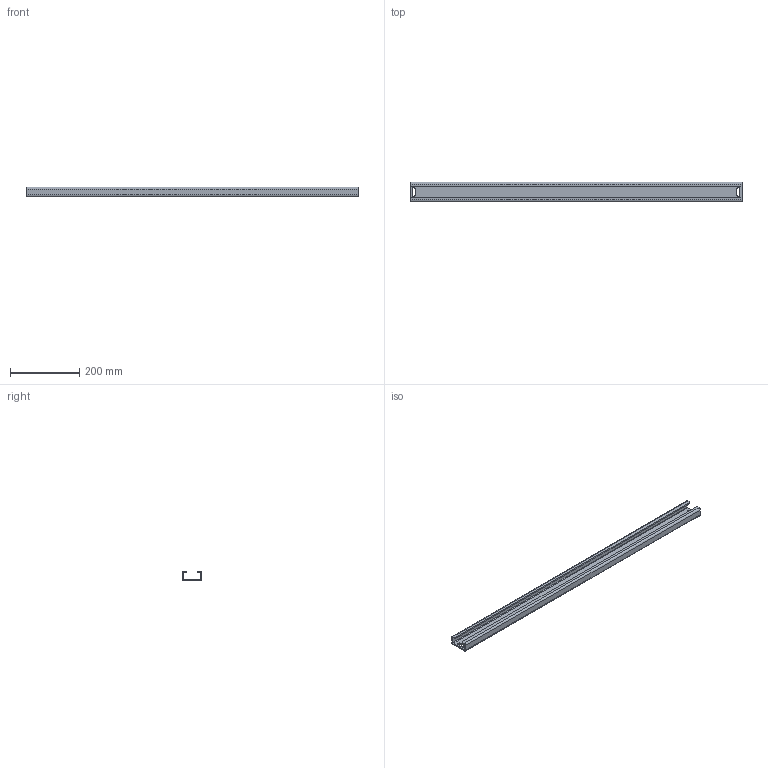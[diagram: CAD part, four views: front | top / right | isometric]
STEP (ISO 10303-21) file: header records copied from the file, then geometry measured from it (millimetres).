
FILE_DESCRIPTION(('CATIA V5 STEP Exchange'),'2;1');
FILE_NAME('EB1102.stp','2015-01-13T16:21:04+00:00',('none'),('none'),'CATIA Version 5 Release 20 SP 6 (IN-10)','CATIA V5 STEP AP203','none');
FILE_SCHEMA(('CONFIG_CONTROL_DESIGN'));
Length unit declared in the file: millimetre
Products named in the file (1): 850951_001_01_TRAVERSA PORTA TRASFORMATORI IS2_3PA
Bounding box: 959.5 x 57 x 28 mm (x, y, z)
Volume: 454788.1 mm3; surface area: 236485 mm2
Topology: 1 solids, 1 shells, 50 faces, 112 edges, 64 vertices
Faces by surface type: plane 38, cylinder 12
Entity records: 1563 total; most frequent: CARTESIAN_POINT 476, ORIENTED_EDGE 224, DIRECTION 184, EDGE_CURVE 112, VECTOR 84, LINE 84, VERTEX_POINT 64, EDGE_LOOP 54
